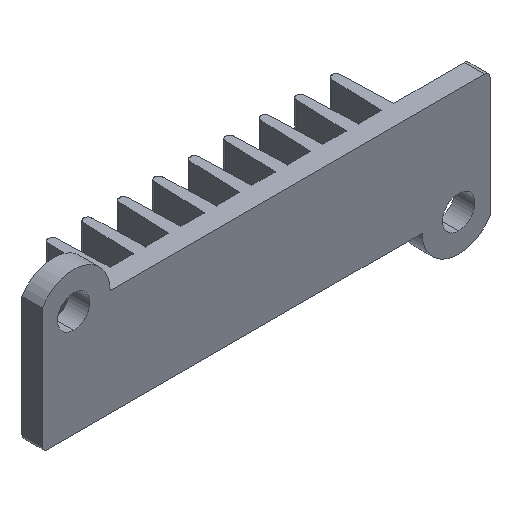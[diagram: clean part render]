
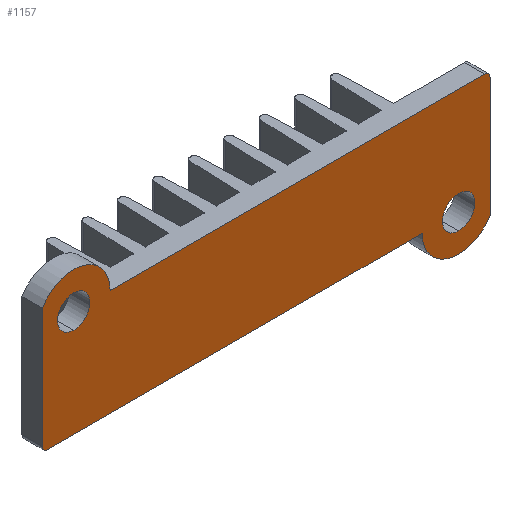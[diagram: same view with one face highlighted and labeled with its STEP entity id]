
A CAD part, isometric view. The second image highlights one B-rep face of the part: STEP entity #1157.
In plain terms, the highlighted planar face has unit normal (0, -1, 0).
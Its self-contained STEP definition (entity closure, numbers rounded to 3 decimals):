
#14=CARTESIAN_POINT('',(-19.,0.,5.25));
#15=DIRECTION('',(0.,-1.,0.));
#16=DIRECTION('',(0.,0.,-1.));
#17=AXIS2_PLACEMENT_3D('',#14,#15,#16);
#19=CARTESIAN_POINT('',(-19.,0.,5.25));
#20=DIRECTION('',(0.,-1.,0.));
#21=DIRECTION('',(0.,0.,1.));
#22=AXIS2_PLACEMENT_3D('',#19,#20,#21);
#24=CARTESIAN_POINT('',(19.,0.,-5.25));
#25=DIRECTION('',(0.,-1.,0.));
#26=DIRECTION('',(0.,0.,-1.));
#27=AXIS2_PLACEMENT_3D('',#24,#25,#26);
#29=CARTESIAN_POINT('',(19.,0.,-5.25));
#30=DIRECTION('',(0.,-1.,0.));
#31=DIRECTION('',(0.,0.,1.));
#32=AXIS2_PLACEMENT_3D('',#29,#30,#31);
#34=CARTESIAN_POINT('',(-21.6,0.,-4.75));
#35=DIRECTION('',(0.,-1.,0.));
#36=DIRECTION('',(-1.,0.,0.));
#37=AXIS2_PLACEMENT_3D('',#34,#35,#36);
#39=DIRECTION('',(0.,0.,-1.));
#40=VECTOR('',#39,11.83);
#41=CARTESIAN_POINT('',(-22.1,0.,7.08));
#42=LINE('',#41,#40);
#43=DIRECTION('',(1.,0.,0.));
#44=VECTOR('',#43,37.);
#45=CARTESIAN_POINT('',(-15.4,0.,5.25));
#46=LINE('',#45,#44);
#47=CARTESIAN_POINT('',(21.6,0.,4.75));
#48=DIRECTION('',(0.,-1.,0.));
#49=DIRECTION('',(1.,0.,0.));
#50=AXIS2_PLACEMENT_3D('',#47,#48,#49);
#52=DIRECTION('',(0.,0.,1.));
#53=VECTOR('',#52,11.83);
#54=CARTESIAN_POINT('',(22.1,0.,-7.08));
#55=LINE('',#54,#53);
#56=DIRECTION('',(-1.,0.,0.));
#57=VECTOR('',#56,37.);
#58=CARTESIAN_POINT('',(15.4,0.,-5.25));
#59=LINE('',#58,#57);
#413=CARTESIAN_POINT('',(-19.,0.,5.25));
#414=DIRECTION('',(0.,-1.,0.));
#415=DIRECTION('',(1.,0.,0.));
#416=AXIS2_PLACEMENT_3D('',#413,#414,#415);
#565=CARTESIAN_POINT('',(19.,0.,-5.25));
#566=DIRECTION('',(0.,-1.,0.));
#567=DIRECTION('',(-1.,0.,0.));
#568=AXIS2_PLACEMENT_3D('',#565,#566,#567);
#858=CARTESIAN_POINT('',(-19.,0.,3.65));
#859=CARTESIAN_POINT('',(-19.,0.,6.85));
#860=VERTEX_POINT('',#858);
#861=VERTEX_POINT('',#859);
#862=CARTESIAN_POINT('',(19.,0.,-6.85));
#863=CARTESIAN_POINT('',(19.,0.,-3.65));
#864=VERTEX_POINT('',#862);
#865=VERTEX_POINT('',#863);
#1094=CARTESIAN_POINT('',(-15.4,0.,5.25));
#1095=VERTEX_POINT('',#1094);
#1096=CARTESIAN_POINT('',(15.4,0.,-5.25));
#1097=VERTEX_POINT('',#1096);
#1098=CARTESIAN_POINT('',(-22.1,0.,7.08));
#1100=VERTEX_POINT('',#1098);
#1102=CARTESIAN_POINT('',(22.1,0.,-7.08));
#1104=VERTEX_POINT('',#1102);
#1110=CARTESIAN_POINT('',(-22.1,0.,-4.75));
#1111=VERTEX_POINT('',#1110);
#1112=CARTESIAN_POINT('',(-21.6,0.,-5.25));
#1113=VERTEX_POINT('',#1112);
#1118=CARTESIAN_POINT('',(22.1,0.,4.75));
#1119=VERTEX_POINT('',#1118);
#1120=CARTESIAN_POINT('',(21.6,0.,5.25));
#1121=VERTEX_POINT('',#1120);
#1122=CARTESIAN_POINT('',(0.,0.,0.));
#1123=DIRECTION('',(0.,1.,0.));
#1124=DIRECTION('',(0.,0.,-1.));
#1125=AXIS2_PLACEMENT_3D('',#1122,#1123,#1124);
#1126=PLANE('',#1125);
#1128=ORIENTED_EDGE('',*,*,#1127,.F.);
#1130=ORIENTED_EDGE('',*,*,#1129,.F.);
#1132=ORIENTED_EDGE('',*,*,#1131,.F.);
#1134=ORIENTED_EDGE('',*,*,#1133,.T.);
#1136=ORIENTED_EDGE('',*,*,#1135,.F.);
#1138=ORIENTED_EDGE('',*,*,#1137,.F.);
#1140=ORIENTED_EDGE('',*,*,#1139,.F.);
#1142=ORIENTED_EDGE('',*,*,#1141,.T.);
#1143=EDGE_LOOP('',(#1128,#1130,#1132,#1134,#1136,#1138,#1140,#1142));
#1144=FACE_OUTER_BOUND('',#1143,.F.);
#1146=ORIENTED_EDGE('',*,*,#1145,.T.);
#1148=ORIENTED_EDGE('',*,*,#1147,.T.);
#1149=EDGE_LOOP('',(#1146,#1148));
#1150=FACE_BOUND('',#1149,.F.);
#1152=ORIENTED_EDGE('',*,*,#1151,.T.);
#1154=ORIENTED_EDGE('',*,*,#1153,.T.);
#1155=EDGE_LOOP('',(#1152,#1154));
#1156=FACE_BOUND('',#1155,.F.);
#1157=ADVANCED_FACE('',(#1144,#1150,#1156),#1126,.F.);
#18=CIRCLE('',#17,1.6);
#23=CIRCLE('',#22,1.6);
#28=CIRCLE('',#27,1.6);
#33=CIRCLE('',#32,1.6);
#38=CIRCLE('',#37,0.5);
#51=CIRCLE('',#50,0.5);
#417=CIRCLE('',#416,3.6);
#569=CIRCLE('',#568,3.6);
#1127=EDGE_CURVE('',#1111,#1113,#38,.T.);
#1129=EDGE_CURVE('',#1100,#1111,#42,.T.);
#1131=EDGE_CURVE('',#1095,#1100,#417,.T.);
#1133=EDGE_CURVE('',#1095,#1121,#46,.T.);
#1135=EDGE_CURVE('',#1119,#1121,#51,.T.);
#1137=EDGE_CURVE('',#1104,#1119,#55,.T.);
#1139=EDGE_CURVE('',#1097,#1104,#569,.T.);
#1141=EDGE_CURVE('',#1097,#1113,#59,.T.);
#1145=EDGE_CURVE('',#864,#865,#28,.T.);
#1147=EDGE_CURVE('',#865,#864,#33,.T.);
#1151=EDGE_CURVE('',#860,#861,#18,.T.);
#1153=EDGE_CURVE('',#861,#860,#23,.T.);
